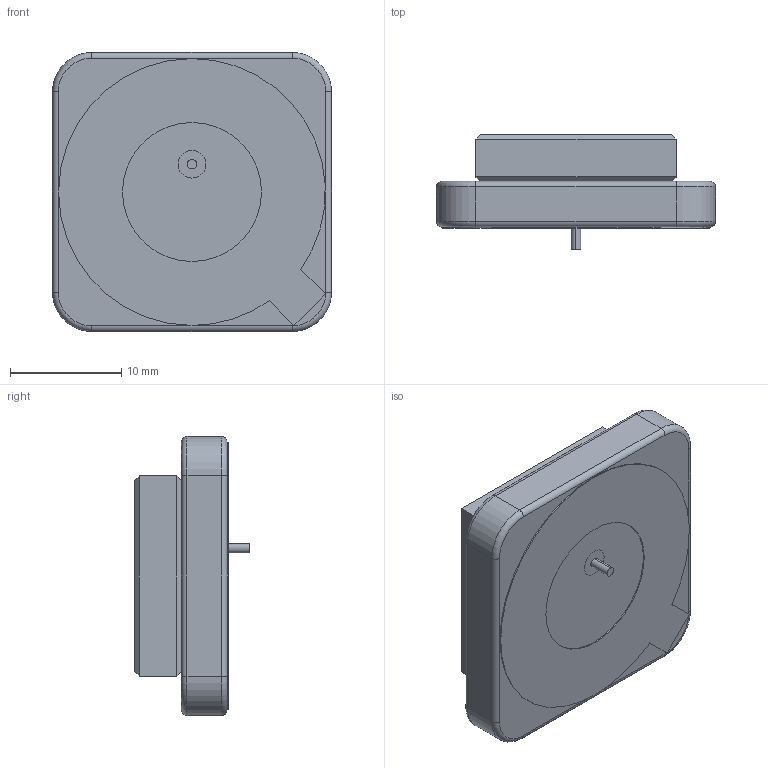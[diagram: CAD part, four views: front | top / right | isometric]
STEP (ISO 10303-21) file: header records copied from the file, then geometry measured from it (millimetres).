
FILE_DESCRIPTION (( 'STEP AP214' ), '1' );
FILE_NAME ('APARM2508S-SG3L5.STEP', '2020-12-04T17:41:34', ( '' ), ( '' ), 'SwSTEP 2.0', 'SolidWorks 2017', '' );
FILE_SCHEMA (( 'AUTOMOTIVE_DESIGN' ));
Length unit declared in the file: millimetre
Products named in the file (1): APARM2508S-SG3L5
Bounding box: 25.1 x 10.4 x 25.1 mm (x, y, z)
Volume: 3894.9 mm3; surface area: 5737.8 mm2
Topology: 7 solids, 7 shells, 113 faces, 251 edges, 156 vertices
Faces by surface type: plane 72, cylinder 31, torus 8, cone 2
Entity records: 3179 total; most frequent: DIRECTION 549, CARTESIAN_POINT 521, ORIENTED_EDGE 502, EDGE_CURVE 251, AXIS2_PLACEMENT_3D 184, VECTOR 181, LINE 181, VERTEX_POINT 156
